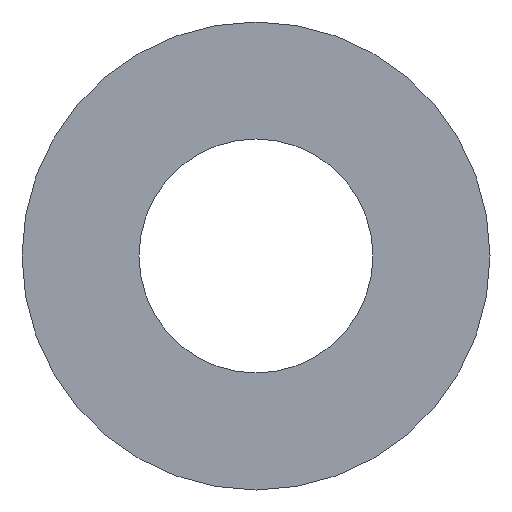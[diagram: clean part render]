
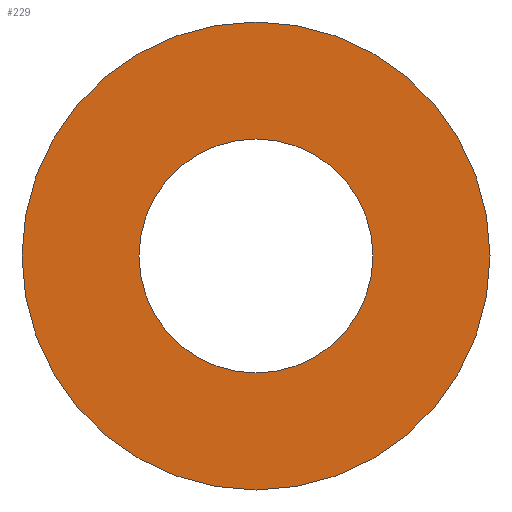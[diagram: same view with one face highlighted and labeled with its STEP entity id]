
A CAD part, front view. The second image highlights one B-rep face of the part: STEP entity #229.
In plain terms, the highlighted planar face has unit normal (0, -1, 0).
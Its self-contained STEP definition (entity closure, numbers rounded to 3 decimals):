
#2 = CARTESIAN_POINT ( 'NONE',  ( 0., -3., 0. ) ) ;
#3 = ORIENTED_EDGE ( 'NONE', *, *, #92, .T. ) ;
#5 = CARTESIAN_POINT ( 'NONE',  ( 0., -3., 0. ) ) ;
#6 = DIRECTION ( 'NONE',  ( 0., 1., 0. ) ) ;
#9 = CARTESIAN_POINT ( 'NONE',  ( 0., -3., -14. ) ) ;
#17 = AXIS2_PLACEMENT_3D ( 'NONE', #2, #64, #139 ) ;
#21 = EDGE_CURVE ( 'NONE', #116, #155, #241, .T. ) ;
#23 = CARTESIAN_POINT ( 'NONE',  ( 0., -3., 7. ) ) ;
#25 = EDGE_CURVE ( 'NONE', #34, #227, #30, .T. ) ;
#30 = CIRCLE ( 'NONE', #17, 14. ) ;
#34 = VERTEX_POINT ( 'NONE', #84 ) ;
#42 = ORIENTED_EDGE ( 'NONE', *, *, #219, .F. ) ;
#48 = PLANE ( 'NONE',  #179 ) ;
#61 = ORIENTED_EDGE ( 'NONE', *, *, #25, .F. ) ;
#64 = DIRECTION ( 'NONE',  ( 0., 1., 0. ) ) ;
#71 = CARTESIAN_POINT ( 'NONE',  ( 0., -3., -7. ) ) ;
#82 = CARTESIAN_POINT ( 'NONE',  ( 0., -3., 0. ) ) ;
#84 = CARTESIAN_POINT ( 'NONE',  ( 0., -3., 14. ) ) ;
#85 = DIRECTION ( 'NONE',  ( 0., 0., 1. ) ) ;
#86 = AXIS2_PLACEMENT_3D ( 'NONE', #5, #102, #199 ) ;
#87 = FACE_OUTER_BOUND ( 'NONE', #153, .T. ) ;
#92 = EDGE_CURVE ( 'NONE', #155, #116, #176, .T. ) ;
#102 = DIRECTION ( 'NONE',  ( 0., 1., 0. ) ) ;
#110 = AXIS2_PLACEMENT_3D ( 'NONE', #237, #195, #85 ) ;
#116 = VERTEX_POINT ( 'NONE', #71 ) ;
#122 = DIRECTION ( 'NONE',  ( 0., 0., 1. ) ) ;
#128 = AXIS2_PLACEMENT_3D ( 'NONE', #82, #210, #228 ) ;
#139 = DIRECTION ( 'NONE',  ( 0., 0., 1. ) ) ;
#153 = EDGE_LOOP ( 'NONE', ( #61, #42 ) ) ;
#154 = ORIENTED_EDGE ( 'NONE', *, *, #21, .T. ) ;
#155 = VERTEX_POINT ( 'NONE', #23 ) ;
#156 = EDGE_LOOP ( 'NONE', ( #3, #154 ) ) ;
#160 = CIRCLE ( 'NONE', #86, 14. ) ;
#176 = CIRCLE ( 'NONE', #110, 7. ) ;
#179 = AXIS2_PLACEMENT_3D ( 'NONE', #180, #6, #122 ) ;
#180 = CARTESIAN_POINT ( 'NONE',  ( 0., -3., 0. ) ) ;
#194 = FACE_BOUND ( 'NONE', #156, .T. ) ;
#195 = DIRECTION ( 'NONE',  ( 0., 1., 0. ) ) ;
#199 = DIRECTION ( 'NONE',  ( 0., 0., 1. ) ) ;
#210 = DIRECTION ( 'NONE',  ( 0., 1., 0. ) ) ;
#219 = EDGE_CURVE ( 'NONE', #227, #34, #160, .T. ) ;
#227 = VERTEX_POINT ( 'NONE', #9 ) ;
#228 = DIRECTION ( 'NONE',  ( 0., 0., 1. ) ) ;
#229 = ADVANCED_FACE ( 'NONE', ( #194, #87 ), #48, .F. ) ;
#237 = CARTESIAN_POINT ( 'NONE',  ( 0., -3., 0. ) ) ;
#241 = CIRCLE ( 'NONE', #128, 7. ) ;
